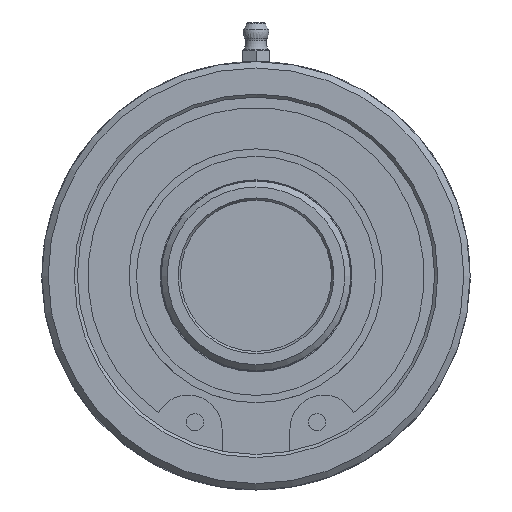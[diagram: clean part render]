
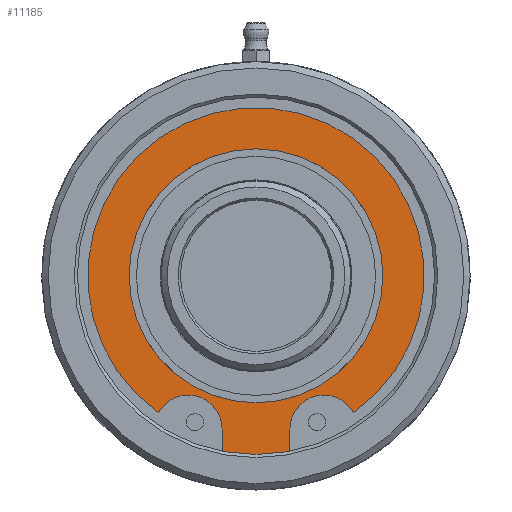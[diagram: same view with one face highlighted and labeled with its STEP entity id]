
A CAD part, left-side view. The second image highlights one B-rep face of the part: STEP entity #11185.
In plain terms, the highlighted planar face has unit normal (-1, 0, 0).
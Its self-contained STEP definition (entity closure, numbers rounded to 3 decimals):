
#142=FACE_BOUND('',#2900,.T.);
#143=FACE_BOUND('',#2901,.T.);
#903=LINE('',#78289,#1474);
#906=LINE('',#78308,#1477);
#1474=VECTOR('',#14030,8.557);
#1477=VECTOR('',#14051,8.557);
#1660=PLANE('',#11997);
#2209=FACE_OUTER_BOUND('',#2899,.T.);
#2899=EDGE_LOOP('',(#9517));
#2900=EDGE_LOOP('',(#9518,#9519));
#2901=EDGE_LOOP('',(#9520,#9521,#9522,#9523,#9524,#9525));
#3326=CIRCLE('',#11975,47.955);
#3333=CIRCLE('',#11987,8.557);
#3335=CIRCLE('',#11990,42.418);
#3337=CIRCLE('',#11993,8.557);
#3339=CIRCLE('',#11998,48.6);
#3340=CIRCLE('',#11999,28.125);
#3341=CIRCLE('',#12000,28.125);
#4893=VERTEX_POINT('',#78279);
#4894=VERTEX_POINT('',#78281);
#4896=VERTEX_POINT('',#78287);
#4903=VERTEX_POINT('',#78307);
#4905=VERTEX_POINT('',#78313);
#4907=VERTEX_POINT('',#78319);
#4909=VERTEX_POINT('',#78330);
#4910=VERTEX_POINT('',#78332);
#4911=VERTEX_POINT('',#78333);
#6457=EDGE_CURVE('',#4893,#4894,#3326,.T.);
#6461=EDGE_CURVE('',#4896,#4893,#903,.T.);
#6470=EDGE_CURVE('',#4894,#4903,#906,.T.);
#6473=EDGE_CURVE('',#4903,#4905,#3333,.T.);
#6476=EDGE_CURVE('',#4907,#4905,#3335,.T.);
#6479=EDGE_CURVE('',#4896,#4907,#3337,.T.);
#6481=EDGE_CURVE('',#4909,#4909,#3339,.T.);
#6482=EDGE_CURVE('',#4910,#4911,#3340,.T.);
#6483=EDGE_CURVE('',#4911,#4910,#3341,.T.);
#9517=ORIENTED_EDGE('',*,*,#6481,.F.);
#9518=ORIENTED_EDGE('',*,*,#6482,.T.);
#9519=ORIENTED_EDGE('',*,*,#6483,.T.);
#9520=ORIENTED_EDGE('',*,*,#6479,.T.);
#9521=ORIENTED_EDGE('',*,*,#6476,.T.);
#9522=ORIENTED_EDGE('',*,*,#6473,.F.);
#9523=ORIENTED_EDGE('',*,*,#6470,.F.);
#9524=ORIENTED_EDGE('',*,*,#6457,.F.);
#9525=ORIENTED_EDGE('',*,*,#6461,.F.);
#11185=ADVANCED_FACE('',(#2209,#142,#143),#1660,.T.);
#11975=AXIS2_PLACEMENT_3D('',#78282,#14023,#14024);
#11987=AXIS2_PLACEMENT_3D('',#78314,#14056,#14057);
#11990=AXIS2_PLACEMENT_3D('',#78320,#14063,#14064);
#11993=AXIS2_PLACEMENT_3D('',#78325,#14070,#14071);
#11997=AXIS2_PLACEMENT_3D('',#78329,#14078,#14079);
#11998=AXIS2_PLACEMENT_3D('',#78331,#14080,#14081);
#11999=AXIS2_PLACEMENT_3D('',#78334,#14082,#14083);
#12000=AXIS2_PLACEMENT_3D('',#78335,#14084,#14085);
#14023=DIRECTION('center_axis',(-1.,0.,0.));
#14024=DIRECTION('ref_axis',(0.,-0.178,-0.984));
#14030=DIRECTION('',(0.,0.,-1.));
#14051=DIRECTION('',(0.,0.,1.));
#14056=DIRECTION('center_axis',(-1.,0.,0.));
#14057=DIRECTION('ref_axis',(0.,-1.,0.));
#14063=DIRECTION('center_axis',(-1.,0.,0.));
#14064=DIRECTION('ref_axis',(0.,0.581,0.814));
#14070=DIRECTION('center_axis',(1.,0.,0.));
#14071=DIRECTION('ref_axis',(0.,-0.878,0.478));
#14078=DIRECTION('center_axis',(-1.,0.,0.));
#14079=DIRECTION('ref_axis',(0.,-1.,0.));
#14080=DIRECTION('center_axis',(1.,0.,0.));
#14081=DIRECTION('ref_axis',(0.,0.,1.));
#14082=DIRECTION('center_axis',(1.,0.,0.));
#14083=DIRECTION('ref_axis',(0.,1.,0.));
#14084=DIRECTION('center_axis',(1.,0.,0.));
#14085=DIRECTION('ref_axis',(0.,1.,0.));
#78279=CARTESIAN_POINT('',(-50.8,-8.557,-47.186));
#78281=CARTESIAN_POINT('',(-50.8,8.557,-47.186));
#78282=CARTESIAN_POINT('Origin',(-50.8,0.,0.));
#78287=CARTESIAN_POINT('',(-50.8,-8.557,-38.628));
#78289=CARTESIAN_POINT('',(-50.8,-8.557,-38.628));
#78307=CARTESIAN_POINT('',(-50.8,8.557,-38.628));
#78308=CARTESIAN_POINT('',(-50.8,8.557,-47.186));
#78313=CARTESIAN_POINT('',(-50.8,24.629,-34.535));
#78314=CARTESIAN_POINT('Origin',(-50.8,17.115,-38.628));
#78319=CARTESIAN_POINT('',(-50.8,-24.629,-34.535));
#78320=CARTESIAN_POINT('Origin',(-50.8,0.,0.));
#78325=CARTESIAN_POINT('Origin',(-50.8,-17.115,-38.628));
#78329=CARTESIAN_POINT('Origin',(-50.8,-42.375,0.));
#78330=CARTESIAN_POINT('',(-50.8,0.,-48.6));
#78331=CARTESIAN_POINT('Origin',(-50.8,0.,0.));
#78332=CARTESIAN_POINT('',(-50.8,28.125,0.));
#78333=CARTESIAN_POINT('',(-50.8,-28.125,0.));
#78334=CARTESIAN_POINT('Origin',(-50.8,0.,0.));
#78335=CARTESIAN_POINT('Origin',(-50.8,0.,0.));
